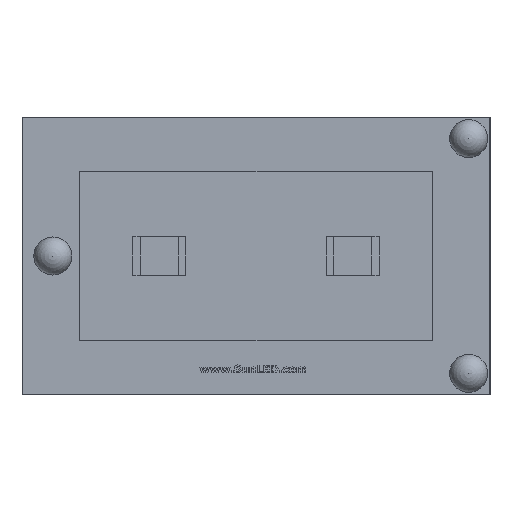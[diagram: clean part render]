
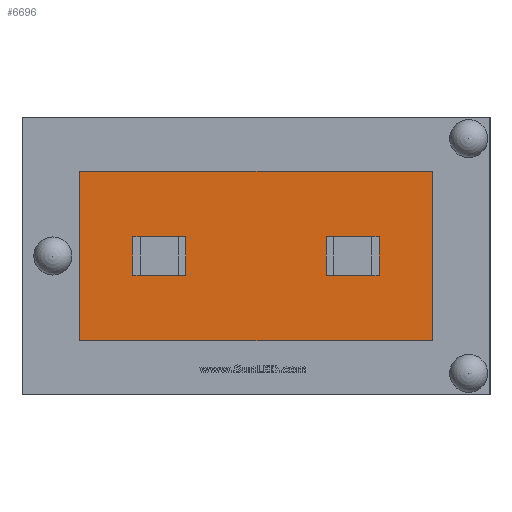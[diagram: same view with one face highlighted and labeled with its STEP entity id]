
A CAD part, front view. The second image highlights one B-rep face of the part: STEP entity #6696.
In plain terms, the highlighted planar face has unit normal (0, -1, 0).
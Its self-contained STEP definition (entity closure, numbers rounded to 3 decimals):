
#77 = EDGE_LOOP ( 'NONE', ( #5153, #5165, #5161, #5169 ) ) ;
#2111 = EDGE_CURVE ( 'NONE', #5002, #5004, #5641, .T. ) ;
#2515 = VECTOR ( 'NONE', #5643, 1000. ) ;
#3646 = CARTESIAN_POINT ( 'NONE',  ( -2.314, -3.4, -1.114 ) ) ;
#3647 = CARTESIAN_POINT ( 'NONE',  ( -2.314, -3.4, 1.114 ) ) ;
#3648 = CARTESIAN_POINT ( 'NONE',  ( 2.314, -3.4, -1.114 ) ) ;
#3649 = CARTESIAN_POINT ( 'NONE',  ( 2.314, -3.4, 1.114 ) ) ;
#5001 = VERTEX_POINT ( 'NONE', #3646 ) ;
#5002 = VERTEX_POINT ( 'NONE', #3647 ) ;
#5003 = VERTEX_POINT ( 'NONE', #3648 ) ;
#5004 = VERTEX_POINT ( 'NONE', #3649 ) ;
#5153 = ORIENTED_EDGE ( 'NONE', *, *, #8317, .F. ) ;
#5161 = ORIENTED_EDGE ( 'NONE', *, *, #8319, .T. ) ;
#5165 = ORIENTED_EDGE ( 'NONE', *, *, #8316, .T. ) ;
#5169 = ORIENTED_EDGE ( 'NONE', *, *, #2111, .F. ) ;
#5641 = LINE ( 'NONE', #5642, #2515 ) ;
#5642 = CARTESIAN_POINT ( 'NONE',  ( -5.704, -3.4, 1.114 ) ) ;
#5643 = DIRECTION ( 'NONE',  ( 1., 0., 0. ) ) ;
#6696 = ADVANCED_FACE ( 'NONE', ( #8442 ), #9129, .T. ) ;
#8316 = EDGE_CURVE ( 'NONE', #5001, #5003, #10936, .T. ) ;
#8317 = EDGE_CURVE ( 'NONE', #5001, #5002, #10939, .T. ) ;
#8319 = EDGE_CURVE ( 'NONE', #5003, #5004, #10945, .T. ) ;
#8442 = FACE_OUTER_BOUND ( 'NONE', #77, .T. ) ;
#8445 = AXIS2_PLACEMENT_3D ( 'NONE', #9130, #9131, #9132 ) ;
#9129 = PLANE ( 'NONE',  #8445 ) ;
#9130 = CARTESIAN_POINT ( 'NONE',  ( -28.748, -3.4, 1.825 ) ) ;
#9131 = DIRECTION ( 'NONE',  ( 0., -1., 0. ) ) ;
#9132 = DIRECTION ( 'NONE',  ( 0., 0., -1. ) ) ;
#9916 = VECTOR ( 'NONE', #10938, 1000. ) ;
#9917 = VECTOR ( 'NONE', #10941, 1000. ) ;
#9919 = VECTOR ( 'NONE', #10947, 1000. ) ;
#10936 = LINE ( 'NONE', #10937, #9916 ) ;
#10937 = CARTESIAN_POINT ( 'NONE',  ( -5.704, -3.4, -1.114 ) ) ;
#10938 = DIRECTION ( 'NONE',  ( 1., 0., 0. ) ) ;
#10939 = LINE ( 'NONE', #10940, #9917 ) ;
#10940 = CARTESIAN_POINT ( 'NONE',  ( -2.314, -3.4, 0. ) ) ;
#10941 = DIRECTION ( 'NONE',  ( 0., 0., 1. ) ) ;
#10945 = LINE ( 'NONE', #10946, #9919 ) ;
#10946 = CARTESIAN_POINT ( 'NONE',  ( 2.314, -3.4, 0. ) ) ;
#10947 = DIRECTION ( 'NONE',  ( 0., 0., 1. ) ) ;
